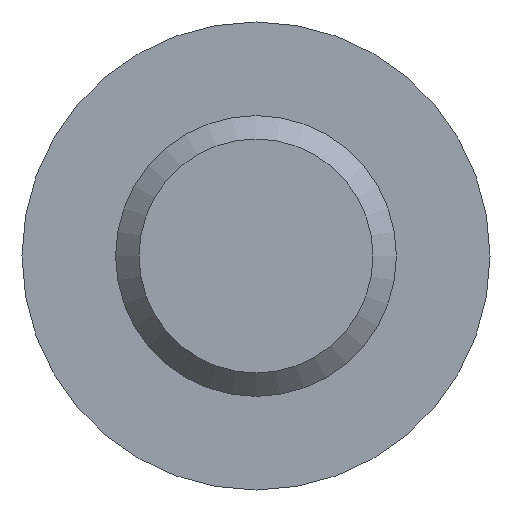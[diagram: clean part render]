
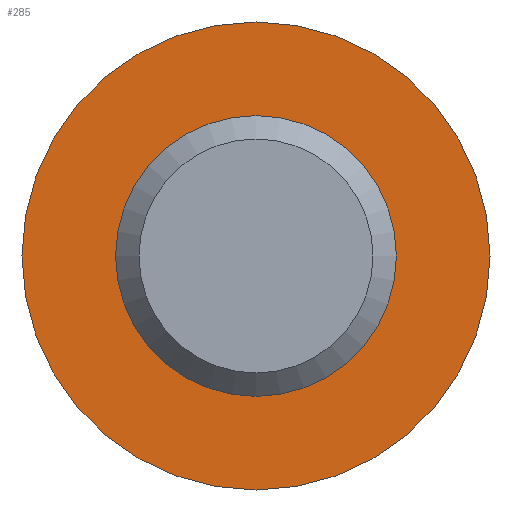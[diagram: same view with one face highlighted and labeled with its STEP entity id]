
A CAD part, front view. The second image highlights one B-rep face of the part: STEP entity #285.
In plain terms, the highlighted planar face has unit normal (0, -1, 0).
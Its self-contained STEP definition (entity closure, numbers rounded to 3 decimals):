
#8 = EDGE_CURVE ( 'NONE', #26, #26, #264, .T. ) ;
#12 = AXIS2_PLACEMENT_3D ( 'NONE', #530, #103, #294 ) ;
#26 = VERTEX_POINT ( 'NONE', #179 ) ;
#43 = AXIS2_PLACEMENT_3D ( 'NONE', #380, #56, #261 ) ;
#56 = DIRECTION ( 'NONE',  ( 0., -1., 0. ) ) ;
#69 = CARTESIAN_POINT ( 'NONE',  ( 0., 10., -5. ) ) ;
#103 = DIRECTION ( 'NONE',  ( 0., -1., 0. ) ) ;
#106 = EDGE_LOOP ( 'NONE', ( #485 ) ) ;
#130 = EDGE_LOOP ( 'NONE', ( #531 ) ) ;
#172 = PLANE ( 'NONE',  #405 ) ;
#179 = CARTESIAN_POINT ( 'NONE',  ( 0., 10., -3. ) ) ;
#186 = FACE_OUTER_BOUND ( 'NONE', #106, .T. ) ;
#247 = CIRCLE ( 'NONE', #43, 5. ) ;
#259 = DIRECTION ( 'NONE',  ( 0., 0., 1. ) ) ;
#261 = DIRECTION ( 'NONE',  ( 0., 0., -1. ) ) ;
#264 = CIRCLE ( 'NONE', #12, 3. ) ;
#285 = ADVANCED_FACE ( 'NONE', ( #330, #186 ), #172, .F. ) ;
#294 = DIRECTION ( 'NONE',  ( 0., 0., -1. ) ) ;
#307 = VERTEX_POINT ( 'NONE', #69 ) ;
#309 = EDGE_CURVE ( 'NONE', #307, #307, #247, .T. ) ;
#330 = FACE_BOUND ( 'NONE', #130, .T. ) ;
#380 = CARTESIAN_POINT ( 'NONE',  ( 0., 10., 0. ) ) ;
#405 = AXIS2_PLACEMENT_3D ( 'NONE', #463, #525, #259 ) ;
#463 = CARTESIAN_POINT ( 'NONE',  ( -3., 10., 0. ) ) ;
#485 = ORIENTED_EDGE ( 'NONE', *, *, #309, .T. ) ;
#525 = DIRECTION ( 'NONE',  ( 0., 1., 0. ) ) ;
#530 = CARTESIAN_POINT ( 'NONE',  ( 0., 10., 0. ) ) ;
#531 = ORIENTED_EDGE ( 'NONE', *, *, #8, .F. ) ;
